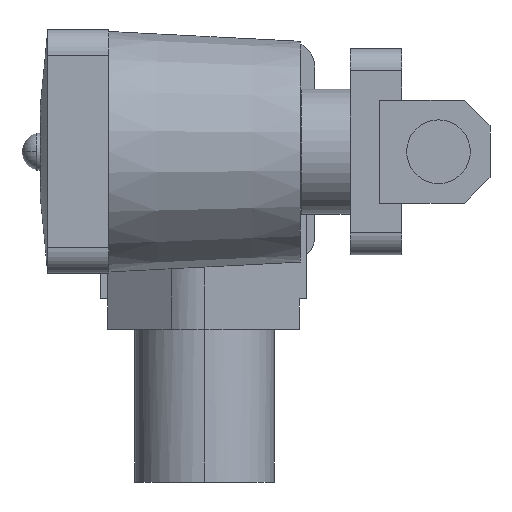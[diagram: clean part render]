
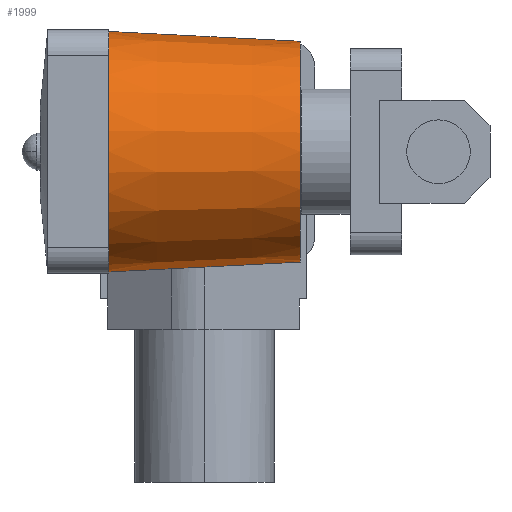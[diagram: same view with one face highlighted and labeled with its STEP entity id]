
A CAD part, left-side view. The second image highlights one B-rep face of the part: STEP entity #1999.
In plain terms, the highlighted conical face has half-angle 2.943 degrees and reference radius 30 mm.
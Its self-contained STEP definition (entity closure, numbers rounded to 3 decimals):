
#7 = AXIS2_PLACEMENT_3D ( 'NONE', #936, #330, #2095 ) ;
#10 = DIRECTION ( 'NONE',  ( 0., 0., -1. ) ) ;
#76 = CIRCLE ( 'NONE', #7, 32.673 ) ;
#308 = ORIENTED_EDGE ( 'NONE', *, *, #1880, .F. ) ;
#329 = VECTOR ( 'NONE', #3354, 1000. ) ;
#330 = DIRECTION ( 'NONE',  ( 0., 1., 0. ) ) ;
#394 = EDGE_CURVE ( 'NONE', #1377, #1294, #1566, .T. ) ;
#431 = AXIS2_PLACEMENT_3D ( 'NONE', #1555, #2744, #3237 ) ;
#449 = CARTESIAN_POINT ( 'NONE',  ( 0., 59.5, -32.673 ) ) ;
#501 = ORIENTED_EDGE ( 'NONE', *, *, #2838, .T. ) ;
#535 = CARTESIAN_POINT ( 'NONE',  ( 0., 7.5, -30. ) ) ;
#621 = LINE ( 'NONE', #1788, #2525 ) ;
#936 = CARTESIAN_POINT ( 'NONE',  ( 0., 59.5, 0. ) ) ;
#1018 = CARTESIAN_POINT ( 'NONE',  ( 0., 59.5, 32.673 ) ) ;
#1148 = CARTESIAN_POINT ( 'NONE',  ( 0., 7.5, 0. ) ) ;
#1211 = AXIS2_PLACEMENT_3D ( 'NONE', #1148, #3505, #10 ) ;
#1294 = VERTEX_POINT ( 'NONE', #535 ) ;
#1348 = EDGE_LOOP ( 'NONE', ( #3043, #2571, #501, #308 ) ) ;
#1377 = VERTEX_POINT ( 'NONE', #1702 ) ;
#1507 = VERTEX_POINT ( 'NONE', #449 ) ;
#1525 = DIRECTION ( 'NONE',  ( 0., 0.999, -0.051 ) ) ;
#1555 = CARTESIAN_POINT ( 'NONE',  ( 0., 7.5, 0. ) ) ;
#1566 = CIRCLE ( 'NONE', #1211, 30. ) ;
#1627 = VERTEX_POINT ( 'NONE', #1018 ) ;
#1702 = CARTESIAN_POINT ( 'NONE',  ( 0., 7.5, 30. ) ) ;
#1788 = CARTESIAN_POINT ( 'NONE',  ( 0., 7.5, -30. ) ) ;
#1858 = EDGE_CURVE ( 'NONE', #1294, #1507, #621, .T. ) ;
#1880 = EDGE_CURVE ( 'NONE', #1507, #1627, #76, .T. ) ;
#1999 = ADVANCED_FACE ( 'NONE', ( #3607 ), #3747, .T. ) ;
#2095 = DIRECTION ( 'NONE',  ( 0., 0., -1. ) ) ;
#2488 = LINE ( 'NONE', #3654, #329 ) ;
#2525 = VECTOR ( 'NONE', #1525, 1000. ) ;
#2571 = ORIENTED_EDGE ( 'NONE', *, *, #394, .F. ) ;
#2744 = DIRECTION ( 'NONE',  ( 0., 1., 0. ) ) ;
#2838 = EDGE_CURVE ( 'NONE', #1377, #1627, #2488, .T. ) ;
#3043 = ORIENTED_EDGE ( 'NONE', *, *, #1858, .F. ) ;
#3237 = DIRECTION ( 'NONE',  ( 0., 0., 1. ) ) ;
#3354 = DIRECTION ( 'NONE',  ( 0., 0.999, 0.051 ) ) ;
#3505 = DIRECTION ( 'NONE',  ( 0., -1., 0. ) ) ;
#3607 = FACE_OUTER_BOUND ( 'NONE', #1348, .T. ) ;
#3654 = CARTESIAN_POINT ( 'NONE',  ( 0., 7.5, 30. ) ) ;
#3747 = CONICAL_SURFACE ( 'NONE', #431, 30., 0.051 ) ;
